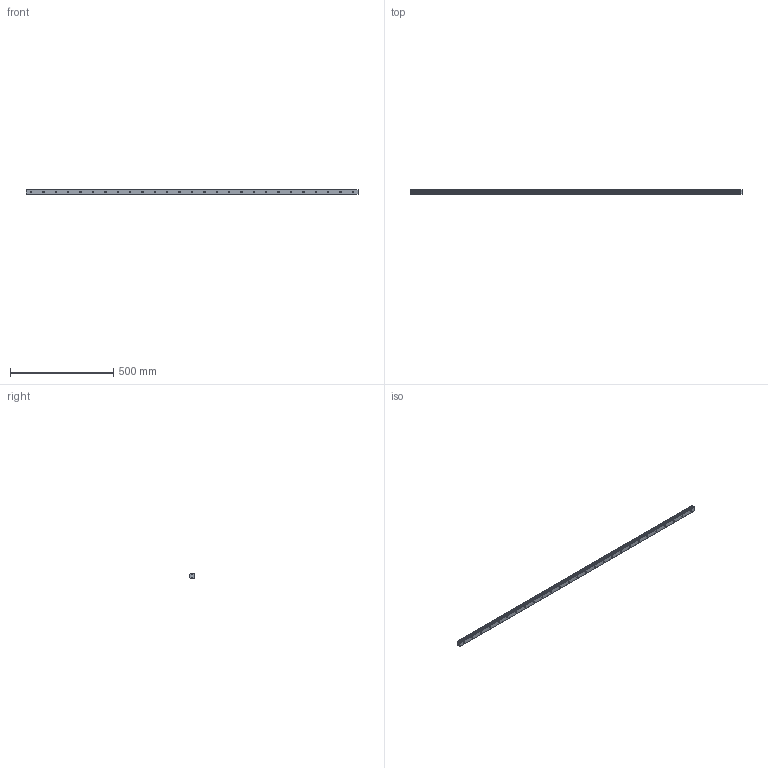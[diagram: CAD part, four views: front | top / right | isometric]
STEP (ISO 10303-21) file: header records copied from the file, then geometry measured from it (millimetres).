
FILE_DESCRIPTION (( 'STEP AP214' ), '1' );
FILE_NAME ('SHS25C1SS-1610L_G25_0_B-M6F_759_0_0_0_1.STEP', '2021-06-18T13:12:44', ( '' ), ( '' ), 'SwSTEP 2.0', 'SolidWorks 2021', '' );
FILE_SCHEMA (( 'AUTOMOTIVE_DESIGN' ));
Length unit declared in the file: millimetre
Products named in the file (2): _SHS25C161025 Track; SHS25C1SS-1610L_G25_0_B-M6F_759_0_0_0_1
Assembly tree (1 placements, depth 2):
  SHS25C1SS-1610L_G25_0_B-M6F_759_0_0_0_1
    _SHS25C161025 Track
Bounding box: 1610 x 20 x 23 mm (x, y, z)
Volume: 624159.3 mm3; surface area: 153867.6 mm2
Topology: 1 solids, 1 shells, 177 faces, 444 edges, 296 vertices
Faces by surface type: cylinder 134, plane 43
Entity records: 5620 total; most frequent: DIRECTION 1074, CARTESIAN_POINT 921, ORIENTED_EDGE 888, AXIS2_PLACEMENT_3D 449, EDGE_CURVE 444, VERTEX_POINT 296, CIRCLE 268, EDGE_LOOP 258
